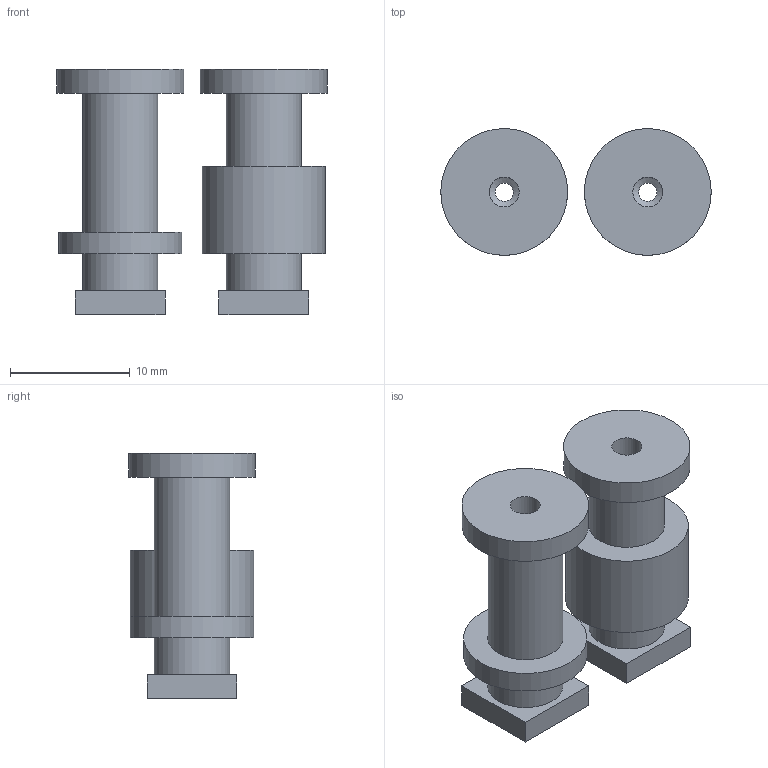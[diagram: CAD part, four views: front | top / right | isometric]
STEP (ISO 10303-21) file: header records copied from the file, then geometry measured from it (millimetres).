
FILE_DESCRIPTION(/* description */ ('STEP AP242 Edition 2','CAx-IF Rec.Pracs.---Representation and Presentation of Product Manufacturing Information (PMI)---4.0---2014-10-13','CAx-IF Rec.Pracs.---3D Tessellated Geometry---0.4---2014-09-14','2;1','CAx-IF Rec.Pracs.---User Defined Attributes---1.5---2016-08-15'),/* implementation_level */ '2;1');
FILE_NAME(/* name */ '69500b7990485649e2fa4024',/* time_stamp */ '2025-12-27T16:38:18Z',/* author */ (''),/* organization */ (''),/* preprocessor_version */ 'ST-DEVELOPER v20',/* originating_system */ 'ONSHAPE BY PTC INC, 1.208',/* authorisation */ ' ');
FILE_SCHEMA (('AP242_MANAGED_MODEL_BASED_3D_ENGINEERING_MIM_LF { 1 0 10303 442 3 1 4 }'));
Length unit declared in the file: metre
Products named in the file (8): Part 5; Part 8; Part 3; Part 1; Part 4; Part 2; Part 7; Part 6
Bounding box: 22.61 x 10.61 x 20.5 mm (x, y, z)
Volume: 1904.5 mm3; surface area: 2547.6 mm2
Topology: 8 solids, 8 shells, 44 faces, 84 edges, 56 vertices
Faces by surface type: plane 24, cylinder 16, cone 4
Full cylindrical faces by diameter (mm): 2.2 x4, 2.5 x4, 6.3 x4, 10.3 x2, 10.607 x2
Entity records: 1202 total; most frequent: DIRECTION 196, CARTESIAN_POINT 160, ORIENTED_EDGE 116, AXIS2_PLACEMENT_3D 86, EDGE_LOOP 80, FACE_BOUND 80, EDGE_CURVE 58, VERTEX_POINT 50
